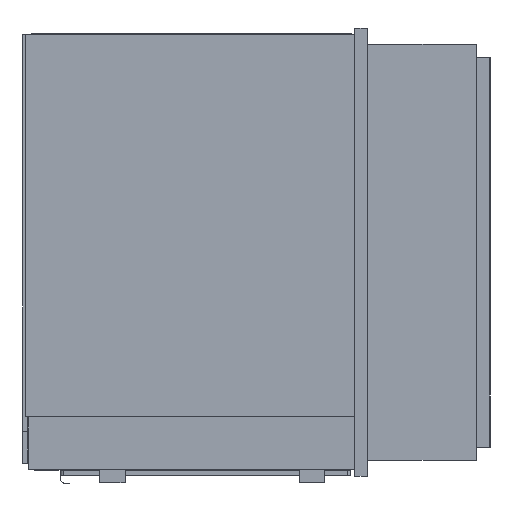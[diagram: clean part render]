
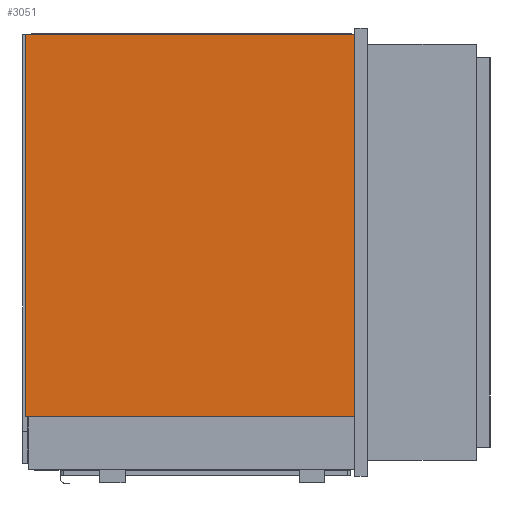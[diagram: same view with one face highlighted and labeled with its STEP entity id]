
A CAD part, left-side view. The second image highlights one B-rep face of the part: STEP entity #3051.
In plain terms, the highlighted planar face has unit normal (-1, 0, 0).
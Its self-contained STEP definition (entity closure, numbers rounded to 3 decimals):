
#122 = DIRECTION ( 'NONE',  ( 1., 0., 0. ) ) ;
#314 = LINE ( 'NONE', #5364, #3685 ) ;
#353 = EDGE_CURVE ( 'NONE', #4780, #5450, #7033, .T. ) ;
#737 = DIRECTION ( 'NONE',  ( 0., 0., -1. ) ) ;
#748 = VERTEX_POINT ( 'NONE', #8734 ) ;
#768 = ORIENTED_EDGE ( 'NONE', *, *, #5759, .F. ) ;
#993 = LINE ( 'NONE', #7397, #4663 ) ;
#1545 = DIRECTION ( 'NONE',  ( 0., 1., 0. ) ) ;
#1865 = ORIENTED_EDGE ( 'NONE', *, *, #4306, .T. ) ;
#2739 = DIRECTION ( 'NONE',  ( 0., 0., -1. ) ) ;
#3051 = ADVANCED_FACE ( 'NONE', ( #8112 ), #5074, .F. ) ;
#3685 = VECTOR ( 'NONE', #5271, 1000. ) ;
#4101 = ORIENTED_EDGE ( 'NONE', *, *, #353, .F. ) ;
#4306 = EDGE_CURVE ( 'NONE', #748, #5450, #314, .T. ) ;
#4663 = VECTOR ( 'NONE', #5210, 1000. ) ;
#4666 = CARTESIAN_POINT ( 'NONE',  ( -725., 510., 337.5 ) ) ;
#4780 = VERTEX_POINT ( 'NONE', #6402 ) ;
#4802 = AXIS2_PLACEMENT_3D ( 'NONE', #7738, #122, #1545 ) ;
#5074 = PLANE ( 'NONE',  #4802 ) ;
#5210 = DIRECTION ( 'NONE',  ( 0., -1., 0. ) ) ;
#5271 = DIRECTION ( 'NONE',  ( 0., -1., 0. ) ) ;
#5364 = CARTESIAN_POINT ( 'NONE',  ( -725., 510., -255.5 ) ) ;
#5450 = VERTEX_POINT ( 'NONE', #7781 ) ;
#5759 = EDGE_CURVE ( 'NONE', #6561, #4780, #993, .T. ) ;
#6402 = CARTESIAN_POINT ( 'NONE',  ( -725., 0., 337.5 ) ) ;
#6561 = VERTEX_POINT ( 'NONE', #8598 ) ;
#7033 = LINE ( 'NONE', #7592, #7908 ) ;
#7331 = ORIENTED_EDGE ( 'NONE', *, *, #7431, .T. ) ;
#7397 = CARTESIAN_POINT ( 'NONE',  ( -725., 510., 337.5 ) ) ;
#7431 = EDGE_CURVE ( 'NONE', #6561, #748, #8865, .T. ) ;
#7592 = CARTESIAN_POINT ( 'NONE',  ( -725., 0., 337.5 ) ) ;
#7738 = CARTESIAN_POINT ( 'NONE',  ( -725., 510., 337.5 ) ) ;
#7781 = CARTESIAN_POINT ( 'NONE',  ( -725., 0., -255.5 ) ) ;
#7908 = VECTOR ( 'NONE', #737, 1000. ) ;
#8112 = FACE_OUTER_BOUND ( 'NONE', #9019, .T. ) ;
#8317 = VECTOR ( 'NONE', #2739, 1000. ) ;
#8598 = CARTESIAN_POINT ( 'NONE',  ( -725., 510., 337.5 ) ) ;
#8734 = CARTESIAN_POINT ( 'NONE',  ( -725., 510., -255.5 ) ) ;
#8865 = LINE ( 'NONE', #4666, #8317 ) ;
#9019 = EDGE_LOOP ( 'NONE', ( #1865, #4101, #768, #7331 ) ) ;
